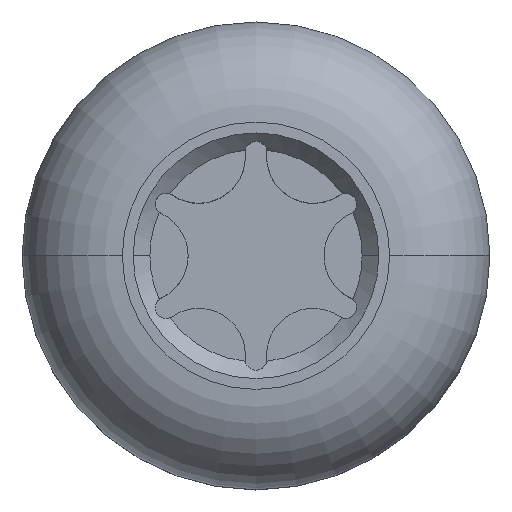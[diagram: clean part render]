
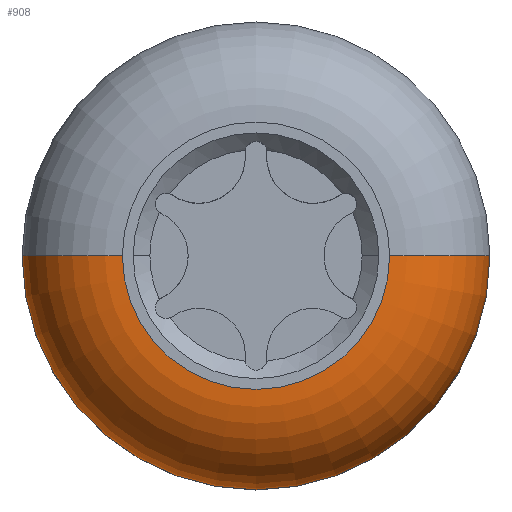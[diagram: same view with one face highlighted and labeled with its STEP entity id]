
A CAD part, top view. The second image highlights one B-rep face of the part: STEP entity #908.
In plain terms, the highlighted toroidal (fillet/blend) face has major radius 1.6 mm and minor radius 1.2 mm.
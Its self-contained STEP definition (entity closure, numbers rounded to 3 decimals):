
#4 = AXIS2_PLACEMENT_3D ( 'NONE', #484, #1271, #597 ) ;
#7 = TOROIDAL_SURFACE ( 'NONE', #1181, 1.6, 1.2 ) ;
#44 = CIRCLE ( 'NONE', #1406, 1.2 ) ;
#45 = VERTEX_POINT ( 'NONE', #1160 ) ;
#96 = AXIS2_PLACEMENT_3D ( 'NONE', #146, #959, #276 ) ;
#115 = CARTESIAN_POINT ( 'NONE',  ( -1.6, 0., -1.2 ) ) ;
#146 = CARTESIAN_POINT ( 'NONE',  ( 0., 0., -1.2 ) ) ;
#215 = VERTEX_POINT ( 'NONE', #516 ) ;
#241 = DIRECTION ( 'NONE',  ( -1., 0., 0. ) ) ;
#245 = FACE_OUTER_BOUND ( 'NONE', #1151, .T. ) ;
#276 = DIRECTION ( 'NONE',  ( 1., 0., 0. ) ) ;
#327 = ORIENTED_EDGE ( 'NONE', *, *, #1330, .F. ) ;
#411 = DIRECTION ( 'NONE',  ( 0., -1., 0. ) ) ;
#484 = CARTESIAN_POINT ( 'NONE',  ( 0., 0., 0. ) ) ;
#500 = CARTESIAN_POINT ( 'NONE',  ( -2.8, 0., -1.2 ) ) ;
#516 = CARTESIAN_POINT ( 'NONE',  ( 1.6, 0., 0. ) ) ;
#597 = DIRECTION ( 'NONE',  ( 1., 0., 0. ) ) ;
#704 = DIRECTION ( 'NONE',  ( 1., 0., 0. ) ) ;
#843 = ORIENTED_EDGE ( 'NONE', *, *, #1081, .T. ) ;
#869 = CIRCLE ( 'NONE', #96, 2.8 ) ;
#887 = EDGE_CURVE ( 'NONE', #988, #1357, #1213, .T. ) ;
#908 = ADVANCED_FACE ( 'NONE', ( #245 ), #7, .T. ) ;
#927 = DIRECTION ( 'NONE',  ( 0., 1., 0. ) ) ;
#954 = ORIENTED_EDGE ( 'NONE', *, *, #1403, .T. ) ;
#959 = DIRECTION ( 'NONE',  ( 0., 0., 1. ) ) ;
#988 = VERTEX_POINT ( 'NONE', #500 ) ;
#1047 = CARTESIAN_POINT ( 'NONE',  ( 0., 0., -1.2 ) ) ;
#1066 = CARTESIAN_POINT ( 'NONE',  ( -1.6, 0., 0. ) ) ;
#1070 = ORIENTED_EDGE ( 'NONE', *, *, #887, .F. ) ;
#1081 = EDGE_CURVE ( 'NONE', #45, #215, #44, .T. ) ;
#1083 = CIRCLE ( 'NONE', #4, 1.6 ) ;
#1102 = CARTESIAN_POINT ( 'NONE',  ( 1.6, 0., -1.2 ) ) ;
#1126 = AXIS2_PLACEMENT_3D ( 'NONE', #115, #927, #241 ) ;
#1151 = EDGE_LOOP ( 'NONE', ( #1070, #954, #843, #327 ) ) ;
#1160 = CARTESIAN_POINT ( 'NONE',  ( 2.8, 0., -1.2 ) ) ;
#1181 = AXIS2_PLACEMENT_3D ( 'NONE', #1047, #1250, #704 ) ;
#1203 = DIRECTION ( 'NONE',  ( 0., 0., -1. ) ) ;
#1213 = CIRCLE ( 'NONE', #1126, 1.2 ) ;
#1250 = DIRECTION ( 'NONE',  ( 0., 0., 1. ) ) ;
#1271 = DIRECTION ( 'NONE',  ( 0., 0., 1. ) ) ;
#1330 = EDGE_CURVE ( 'NONE', #1357, #215, #1083, .T. ) ;
#1357 = VERTEX_POINT ( 'NONE', #1066 ) ;
#1403 = EDGE_CURVE ( 'NONE', #988, #45, #869, .T. ) ;
#1406 = AXIS2_PLACEMENT_3D ( 'NONE', #1102, #411, #1203 ) ;
